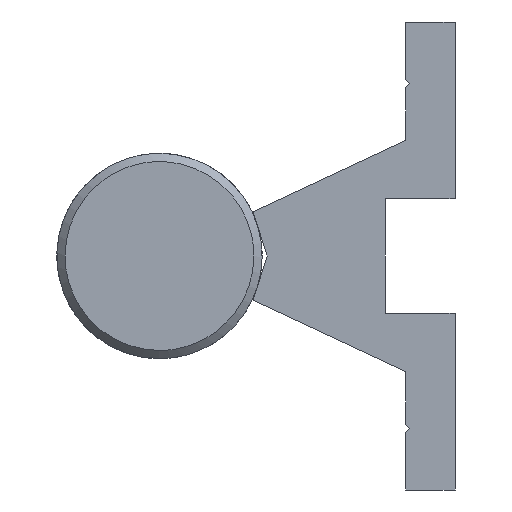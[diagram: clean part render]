
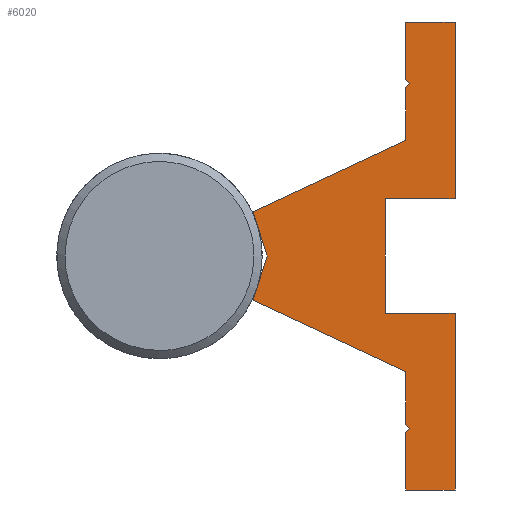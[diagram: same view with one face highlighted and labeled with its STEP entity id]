
A CAD part, left-side view. The second image highlights one B-rep face of the part: STEP entity #6020.
In plain terms, the highlighted free-form (B-spline) face has degree [1, 1] with [2, 2] control points.
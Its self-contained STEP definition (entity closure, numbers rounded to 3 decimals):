
#10 = CARTESIAN_POINT ('', (0., 6., -21.5));
#20 = VERTEX_POINT ('', #10);
#30 = CARTESIAN_POINT ('', (0., 5.5, -21.));
#40 = VERTEX_POINT ('', #30);
#50 = CARTESIAN_POINT ('', (0., 6., -21.5));
#60 = CARTESIAN_POINT ('', (0., 5.5, -21.));
#70 = B_SPLINE_CURVE_WITH_KNOTS ('', 1, (#50, #60), .UNSPECIFIED., .F., .U., (2, 2), (0., 1.), .UNSPECIFIED.);
#80 = EDGE_CURVE ('', #20, #40, #70, .T.);
#370 = CARTESIAN_POINT ('', (0., 6., -20.5));
#380 = VERTEX_POINT ('', #370);
#390 = CARTESIAN_POINT ('', (0., 6., -20.5));
#400 = CARTESIAN_POINT ('', (0., 5.833, -20.667));
#410 = CARTESIAN_POINT ('', (0., 5.667, -20.833));
#420 = CARTESIAN_POINT ('', (0., 5.5, -21.));
#430 = B_SPLINE_CURVE_WITH_KNOTS ('', 3, (#390, #400, #410, #420), .UNSPECIFIED., .F., .U., (4, 4), (0., 1.), .UNSPECIFIED.);
#440 = EDGE_CURVE ('', #380, #40, #430, .T.);
#690 = CARTESIAN_POINT ('', (0., 6., -14.076));
#700 = VERTEX_POINT ('', #690);
#710 = CARTESIAN_POINT ('', (0., 6., -14.076));
#720 = CARTESIAN_POINT ('', (0., 6., -20.5));
#730 = B_SPLINE_CURVE_WITH_KNOTS ('', 1, (#710, #720), .UNSPECIFIED., .F., .U., (2, 2), (0., 1.), .UNSPECIFIED.);
#740 = EDGE_CURVE ('', #700, #380, #730, .T.);
#970 = CARTESIAN_POINT ('', (0., 24.606, -5.4));
#980 = VERTEX_POINT ('', #970);
#990 = CARTESIAN_POINT ('', (0., 24.606, -5.4));
#1000 = CARTESIAN_POINT ('', (0., 18.404, -8.292));
#1010 = CARTESIAN_POINT ('', (0., 12.202, -11.184));
#1020 = CARTESIAN_POINT ('', (0., 6., -14.076));
#1030 = B_SPLINE_CURVE_WITH_KNOTS ('', 3, (#990, #1000, #1010, #1020), .UNSPECIFIED., .F., .U., (4, 4), (0., 1.), .UNSPECIFIED.);
#1040 = EDGE_CURVE ('', #980, #700, #1030, .T.);
#1290 = CARTESIAN_POINT ('', (0., 22.904, 0.));
#1300 = VERTEX_POINT ('', #1290);
#1310 = CARTESIAN_POINT ('', (0., 24.606, -5.4));
#1320 = CARTESIAN_POINT ('', (0., 22.904, 0.));
#1330 = B_SPLINE_CURVE_WITH_KNOTS ('', 1, (#1310, #1320), .UNSPECIFIED., .F., .U., (2, 2), (0., 1.), .UNSPECIFIED.);
#1340 = EDGE_CURVE ('', #980, #1300, #1330, .T.);
#1590 = CARTESIAN_POINT ('', (0., 24.606, 5.4));
#1600 = VERTEX_POINT ('', #1590);
#1610 = CARTESIAN_POINT ('', (0., 22.904, 0.));
#1620 = CARTESIAN_POINT ('', (0., 24.606, 5.4));
#1630 = B_SPLINE_CURVE_WITH_KNOTS ('', 1, (#1610, #1620), .UNSPECIFIED., .F., .U., (2, 2), (0., 1.), .UNSPECIFIED.);
#1640 = EDGE_CURVE ('', #1300, #1600, #1630, .T.);
#1890 = CARTESIAN_POINT ('', (0., 6., 14.076));
#1900 = VERTEX_POINT ('', #1890);
#1910 = CARTESIAN_POINT ('', (0., 24.606, 5.4));
#1920 = CARTESIAN_POINT ('', (0., 6., 14.076));
#1930 = B_SPLINE_CURVE_WITH_KNOTS ('', 1, (#1910, #1920), .UNSPECIFIED., .F., .U., (2, 2), (0., 1.), .UNSPECIFIED.);
#1940 = EDGE_CURVE ('', #1600, #1900, #1930, .T.);
#2170 = CARTESIAN_POINT ('', (0., 6., 20.5));
#2180 = VERTEX_POINT ('', #2170);
#2190 = CARTESIAN_POINT ('', (0., 6., 14.076));
#2200 = CARTESIAN_POINT ('', (0., 6., 20.5));
#2210 = B_SPLINE_CURVE_WITH_KNOTS ('', 1, (#2190, #2200), .UNSPECIFIED., .F., .U., (2, 2), (0., 1.), .UNSPECIFIED.);
#2220 = EDGE_CURVE ('', #1900, #2180, #2210, .T.);
#2450 = CARTESIAN_POINT ('', (0., 5.5, 21.));
#2460 = VERTEX_POINT ('', #2450);
#2470 = CARTESIAN_POINT ('', (0., 6., 20.5));
#2480 = CARTESIAN_POINT ('', (0., 5.5, 21.));
#2490 = B_SPLINE_CURVE_WITH_KNOTS ('', 1, (#2470, #2480), .UNSPECIFIED., .F., .U., (2, 2), (0., 1.), .UNSPECIFIED.);
#2500 = EDGE_CURVE ('', #2180, #2460, #2490, .T.);
#2750 = CARTESIAN_POINT ('', (0., 6., 21.5));
#2760 = VERTEX_POINT ('', #2750);
#2770 = CARTESIAN_POINT ('', (0., 6., 21.5));
#2780 = CARTESIAN_POINT ('', (0., 5.833, 21.333));
#2790 = CARTESIAN_POINT ('', (0., 5.667, 21.167));
#2800 = CARTESIAN_POINT ('', (0., 5.5, 21.));
#2810 = B_SPLINE_CURVE_WITH_KNOTS ('', 3, (#2770, #2780, #2790, #2800), .UNSPECIFIED., .F., .U., (4, 4), (0., 1.), .UNSPECIFIED.);
#2820 = EDGE_CURVE ('', #2760, #2460, #2810, .T.);
#3050 = CARTESIAN_POINT ('', (0., 6., 28.5));
#3060 = VERTEX_POINT ('', #3050);
#3070 = CARTESIAN_POINT ('', (0., 6., 21.5));
#3080 = CARTESIAN_POINT ('', (0., 6., 28.5));
#3090 = B_SPLINE_CURVE_WITH_KNOTS ('', 1, (#3070, #3080), .UNSPECIFIED., .F., .U., (2, 2), (0., 1.), .UNSPECIFIED.);
#3100 = EDGE_CURVE ('', #2760, #3060, #3090, .T.);
#3330 = CARTESIAN_POINT ('', (0., 0., 28.5));
#3340 = VERTEX_POINT ('', #3330);
#3350 = CARTESIAN_POINT ('', (0., 6., 28.5));
#3360 = CARTESIAN_POINT ('', (0., 0., 28.5));
#3370 = B_SPLINE_CURVE_WITH_KNOTS ('', 1, (#3350, #3360), .UNSPECIFIED., .F., .U., (2, 2), (0., 1.), .UNSPECIFIED.);
#3380 = EDGE_CURVE ('', #3060, #3340, #3370, .T.);
#3610 = CARTESIAN_POINT ('', (0., 0., 7.));
#3620 = VERTEX_POINT ('', #3610);
#3630 = CARTESIAN_POINT ('', (0., 0., 28.5));
#3640 = CARTESIAN_POINT ('', (0., 0., 7.));
#3650 = B_SPLINE_CURVE_WITH_KNOTS ('', 1, (#3630, #3640), .UNSPECIFIED., .F., .U., (2, 2), (0., 1.), .UNSPECIFIED.);
#3660 = EDGE_CURVE ('', #3340, #3620, #3650, .T.);
#3890 = CARTESIAN_POINT ('', (0., 8.5, 7.));
#3900 = VERTEX_POINT ('', #3890);
#3910 = CARTESIAN_POINT ('', (0., 0., 7.));
#3920 = CARTESIAN_POINT ('', (0., 8.5, 7.));
#3930 = B_SPLINE_CURVE_WITH_KNOTS ('', 1, (#3910, #3920), .UNSPECIFIED., .F., .U., (2, 2), (0., 1.), .UNSPECIFIED.);
#3940 = EDGE_CURVE ('', #3620, #3900, #3930, .T.);
#4170 = CARTESIAN_POINT ('', (0., 8.5, -7.));
#4180 = VERTEX_POINT ('', #4170);
#4190 = CARTESIAN_POINT ('', (0., 8.5, 7.));
#4200 = CARTESIAN_POINT ('', (0., 8.5, -7.));
#4210 = B_SPLINE_CURVE_WITH_KNOTS ('', 1, (#4190, #4200), .UNSPECIFIED., .F., .U., (2, 2), (0., 1.), .UNSPECIFIED.);
#4220 = EDGE_CURVE ('', #3900, #4180, #4210, .T.);
#4450 = CARTESIAN_POINT ('', (0., 0., -7.));
#4460 = VERTEX_POINT ('', #4450);
#4470 = CARTESIAN_POINT ('', (0., 8.5, -7.));
#4480 = CARTESIAN_POINT ('', (0., 0., -7.));
#4490 = B_SPLINE_CURVE_WITH_KNOTS ('', 1, (#4470, #4480), .UNSPECIFIED., .F., .U., (2, 2), (0., 1.), .UNSPECIFIED.);
#4500 = EDGE_CURVE ('', #4180, #4460, #4490, .T.);
#4730 = CARTESIAN_POINT ('', (0., 0., -28.5));
#4740 = VERTEX_POINT ('', #4730);
#4750 = CARTESIAN_POINT ('', (0., 0., -7.));
#4760 = CARTESIAN_POINT ('', (0., 0., -28.5));
#4770 = B_SPLINE_CURVE_WITH_KNOTS ('', 1, (#4750, #4760), .UNSPECIFIED., .F., .U., (2, 2), (0., 1.), .UNSPECIFIED.);
#4780 = EDGE_CURVE ('', #4460, #4740, #4770, .T.);
#5010 = CARTESIAN_POINT ('', (0., 6., -28.5));
#5020 = VERTEX_POINT ('', #5010);
#5030 = CARTESIAN_POINT ('', (0., 0., -28.5));
#5040 = CARTESIAN_POINT ('', (0., 6., -28.5));
#5050 = B_SPLINE_CURVE_WITH_KNOTS ('', 1, (#5030, #5040), .UNSPECIFIED., .F., .U., (2, 2), (0., 1.), .UNSPECIFIED.);
#5060 = EDGE_CURVE ('', #4740, #5020, #5050, .T.);
#5290 = CARTESIAN_POINT ('', (0., 6., -28.5));
#5300 = CARTESIAN_POINT ('', (0., 6., -21.5));
#5310 = B_SPLINE_CURVE_WITH_KNOTS ('', 1, (#5290, #5300), .UNSPECIFIED., .F., .U., (2, 2), (0., 1.), .UNSPECIFIED.);
#5320 = EDGE_CURVE ('', #5020, #20, #5310, .T.);
#5760 = ORIENTED_EDGE ('', *, *, #3940, .F.);
#5770 = ORIENTED_EDGE ('', *, *, #3660, .F.);
#5780 = ORIENTED_EDGE ('', *, *, #3380, .F.);
#5790 = ORIENTED_EDGE ('', *, *, #3100, .F.);
#5800 = ORIENTED_EDGE ('', *, *, #2820, .T.);
#5810 = ORIENTED_EDGE ('', *, *, #2500, .F.);
#5820 = ORIENTED_EDGE ('', *, *, #2220, .F.);
#5830 = ORIENTED_EDGE ('', *, *, #1940, .F.);
#5840 = ORIENTED_EDGE ('', *, *, #1640, .F.);
#5850 = ORIENTED_EDGE ('', *, *, #1340, .F.);
#5860 = ORIENTED_EDGE ('', *, *, #1040, .T.);
#5870 = ORIENTED_EDGE ('', *, *, #740, .T.);
#5880 = ORIENTED_EDGE ('', *, *, #440, .T.);
#5890 = ORIENTED_EDGE ('', *, *, #80, .F.);
#5900 = ORIENTED_EDGE ('', *, *, #5320, .F.);
#5910 = ORIENTED_EDGE ('', *, *, #5060, .F.);
#5920 = ORIENTED_EDGE ('', *, *, #4780, .F.);
#5930 = ORIENTED_EDGE ('', *, *, #4500, .F.);
#5940 = ORIENTED_EDGE ('', *, *, #4220, .F.);
#5950 = EDGE_LOOP ('', (#5760, #5770, #5780, #5790, #5800, #5810, #5820, #5830, #5840, #5850, #5860, #5870, #5880, #5890, #5900, #5910, #5920, #5930, #5940));
#5960 = FACE_OUTER_BOUND ('', #5950, .T.);
#5970 = CARTESIAN_POINT ('', (0., 0., -28.5));
#5980 = CARTESIAN_POINT ('', (0., 24.754, -28.5));
#5990 = CARTESIAN_POINT ('', (0., 0., 28.5));
#6000 = CARTESIAN_POINT ('', (0., 24.754, 28.5));
#6010 = B_SPLINE_SURFACE_WITH_KNOTS ('', 1, 1, ((#5970, #5980), (#5990, #6000)), .UNSPECIFIED., .F., .F., .U., (2, 2), (2, 2), (0., 1.), (0., 1.), .UNSPECIFIED.);
#6020 = ADVANCED_FACE ('', (#5960), #6010, .T.);
